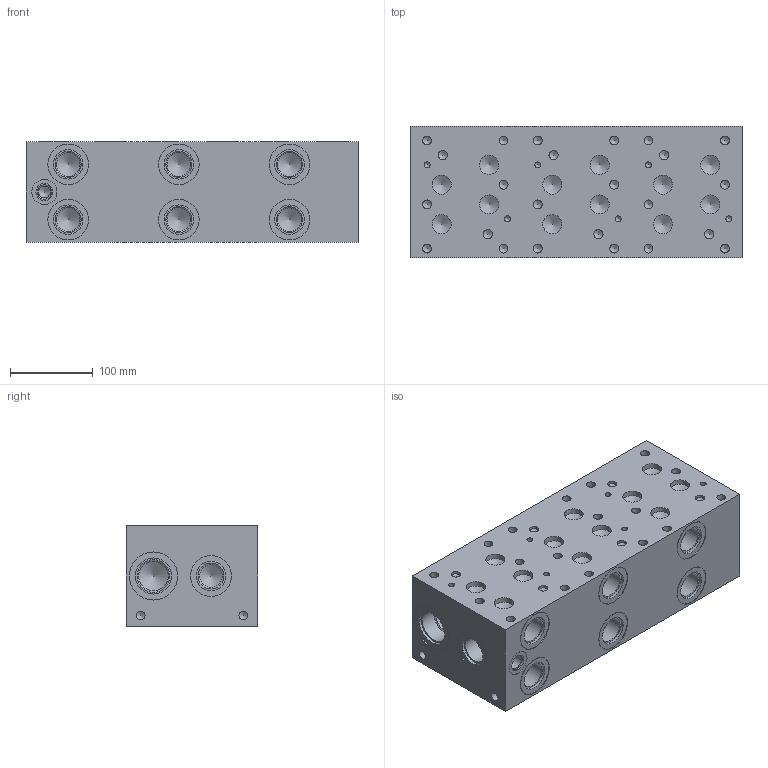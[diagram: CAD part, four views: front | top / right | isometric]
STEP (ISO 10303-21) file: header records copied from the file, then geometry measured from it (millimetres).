
FILE_DESCRIPTION((''),'2;1');
FILE_NAME('AD08P035S_1PA.stp','2012-11-12T16:06:09',('juliea'),(''),'Autodesk Inventor 2012','Autodesk Inventor 2012','');
FILE_SCHEMA(('AUTOMOTIVE_DESIGN { 1 0 10303 214 1 1 1 1 }'));
Length unit declared in the file: millimetre
Products named in the file (1): AD08P035S_1PA_3D
Bounding box: 400.05 x 158.75 x 120.65 mm (x, y, z)
Volume: 7223230.3 mm3; surface area: 333740 mm2
Topology: 1 solids, 1 shells, 210 faces, 452 edges, 272 vertices
Faces by surface type: cylinder 102, cone 74, plane 34
Full cylindrical faces by diameter (mm): 7.137 x6, 9.525 x3, 9.881 x3, 10.719 x22, 11.113 x1, 11.125 x5, 12.395 x3, 14.3 x1, 17.501 x1, 20.599 x1, 21.285 x3, 23.012 x10, 23.017 x2, 26.975 x2, 28.575 x6, 30.251 x1, 31.267 x8, 35.509 x8, 35.712 x2, 39.218 x2, 43.51 x2, 48.971 x8, 57.963 x2
Entity records: 4262 total; most frequent: DIRECTION 842, CARTESIAN_POINT 639, ORIENTED_EDGE 432, AXIS2_PLACEMENT_3D 415, EDGE_LOOP 414, EDGE_CURVE 216, VERTEX_POINT 212, FACE_OUTER_BOUND 210
